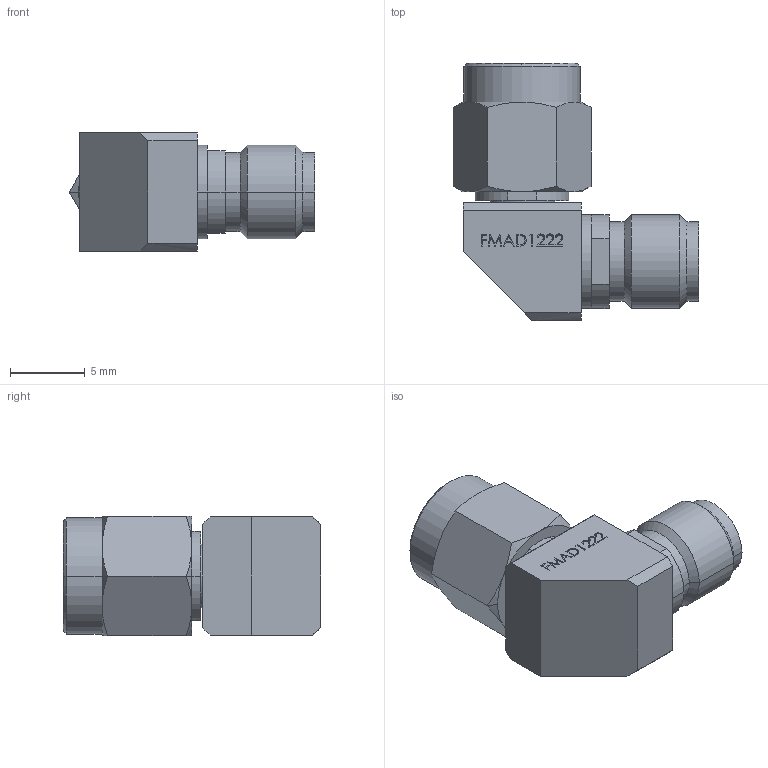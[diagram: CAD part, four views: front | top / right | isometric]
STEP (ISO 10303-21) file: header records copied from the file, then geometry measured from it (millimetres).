
FILE_DESCRIPTION (( 'STEP AP203' ), '1' );
FILE_NAME ('FMAD1222_3D.STEP', '2021-05-05T12:54:49', ( '' ), ( '' ), 'SwSTEP 2.0', 'SolidWorks 2020', '' );
FILE_SCHEMA (( 'CONFIG_CONTROL_DESIGN' ));
Length unit declared in the file: inch
Products named in the file (6): ALS-K3K8-4.stp; Part1^FMAD1222; ALS-PC3-TOP.stp; ALS-K3K8-3.stp; FMAD1222_3D; als-k8pc3.stp
Assembly tree (5 placements, depth 3):
  FMAD1222_3D
    als-k8pc3.stp
      ALS-K3K8-3.stp
      ALS-K3K8-4.stp
      ALS-PC3-TOP.stp
    Part1^FMAD1222
Bounding box: 16.46 x 17.24 x 8.02 mm (x, y, z)
Volume: 1104.4 mm3; surface area: 957.8 mm2
Topology: 11 solids, 11 shells, 191 faces, 456 edges, 294 vertices
Faces by surface type: plane 110, cylinder 30, cone 26, bspline 25
Entity records: 7704 total; most frequent: CARTESIAN_POINT 2789, ORIENTED_EDGE 912, DIRECTION 810, EDGE_CURVE 456, LINE 300, VECTOR 300, VERTEX_POINT 294, AXIS2_PLACEMENT_3D 255
